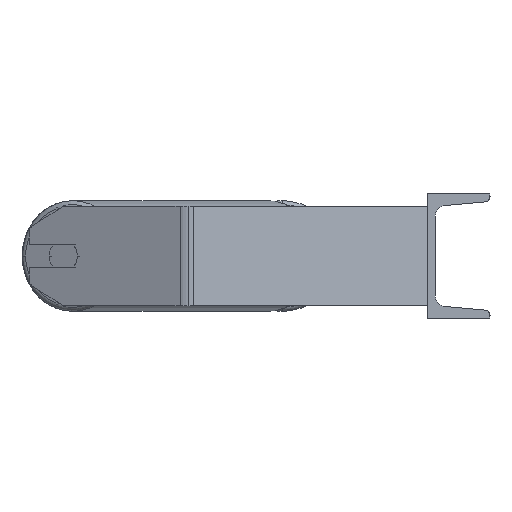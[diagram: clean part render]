
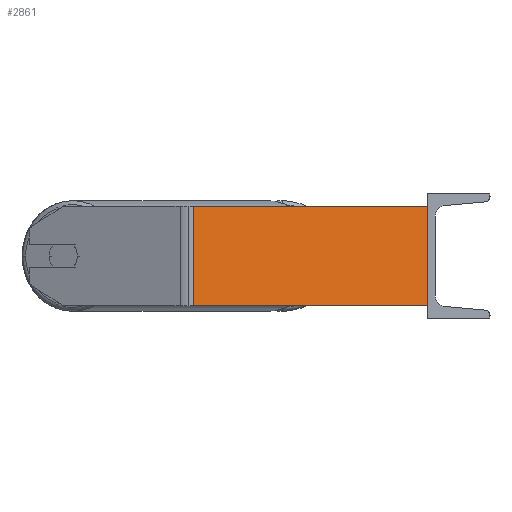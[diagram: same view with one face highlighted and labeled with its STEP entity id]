
A CAD part, left-side view. The second image highlights one B-rep face of the part: STEP entity #2861.
In plain terms, the highlighted planar face has unit normal (-0.966, -0.259, 0).
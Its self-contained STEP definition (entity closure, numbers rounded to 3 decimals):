
#539 = CARTESIAN_POINT ( 'NONE',  ( -636.91, 193.73, 40. ) ) ;
#565 = LINE ( 'NONE', #3378, #3558 ) ;
#639 = VERTEX_POINT ( 'NONE', #6245 ) ;
#950 = VECTOR ( 'NONE', #2561, 1000. ) ;
#1232 = PLANE ( 'NONE',  #4500 ) ;
#1317 = LINE ( 'NONE', #6235, #8786 ) ;
#2254 = CARTESIAN_POINT ( 'NONE',  ( -635.403, 188.105, -40. ) ) ;
#2561 = DIRECTION ( 'NONE',  ( 0., 0., -1. ) ) ;
#2861 = ADVANCED_FACE ( 'NONE', ( #4744 ), #1232, .F. ) ;
#3163 = CARTESIAN_POINT ( 'NONE',  ( -585., 0., 40. ) ) ;
#3378 = CARTESIAN_POINT ( 'NONE',  ( -636.91, 193.73, 40. ) ) ;
#3558 = VECTOR ( 'NONE', #6227, 1000. ) ;
#3964 = VERTEX_POINT ( 'NONE', #5005 ) ;
#4005 = DIRECTION ( 'NONE',  ( 0., 0., -1. ) ) ;
#4054 = CARTESIAN_POINT ( 'NONE',  ( -635.403, 188.105, 40. ) ) ;
#4193 = ORIENTED_EDGE ( 'NONE', *, *, #8077, .F. ) ;
#4500 = AXIS2_PLACEMENT_3D ( 'NONE', #539, #6200, #8987 ) ;
#4519 = ORIENTED_EDGE ( 'NONE', *, *, #7952, .T. ) ;
#4561 = LINE ( 'NONE', #3163, #950 ) ;
#4604 = ORIENTED_EDGE ( 'NONE', *, *, #6040, .F. ) ;
#4744 = FACE_OUTER_BOUND ( 'NONE', #9053, .T. ) ;
#5005 = CARTESIAN_POINT ( 'NONE',  ( -585., 0., 40. ) ) ;
#6032 = LINE ( 'NONE', #4054, #6277 ) ;
#6040 = EDGE_CURVE ( 'NONE', #639, #3964, #565, .T. ) ;
#6200 = DIRECTION ( 'NONE',  ( 0.966, 0.259, 0. ) ) ;
#6227 = DIRECTION ( 'NONE',  ( 0.259, -0.966, 0. ) ) ;
#6235 = CARTESIAN_POINT ( 'NONE',  ( -636.91, 193.73, -40. ) ) ;
#6245 = CARTESIAN_POINT ( 'NONE',  ( -635.403, 188.105, 40. ) ) ;
#6277 = VECTOR ( 'NONE', #4005, 1000. ) ;
#7354 = VERTEX_POINT ( 'NONE', #2254 ) ;
#7404 = VERTEX_POINT ( 'NONE', #8662 ) ;
#7952 = EDGE_CURVE ( 'NONE', #639, #7354, #6032, .T. ) ;
#8077 = EDGE_CURVE ( 'NONE', #3964, #7404, #4561, .T. ) ;
#8128 = EDGE_CURVE ( 'NONE', #7354, #7404, #1317, .T. ) ;
#8662 = CARTESIAN_POINT ( 'NONE',  ( -585., 0., -40. ) ) ;
#8786 = VECTOR ( 'NONE', #9126, 1000. ) ;
#8806 = ORIENTED_EDGE ( 'NONE', *, *, #8128, .T. ) ;
#8987 = DIRECTION ( 'NONE',  ( -0.259, 0.966, 0. ) ) ;
#9053 = EDGE_LOOP ( 'NONE', ( #8806, #4193, #4604, #4519 ) ) ;
#9126 = DIRECTION ( 'NONE',  ( 0.259, -0.966, 0. ) ) ;
